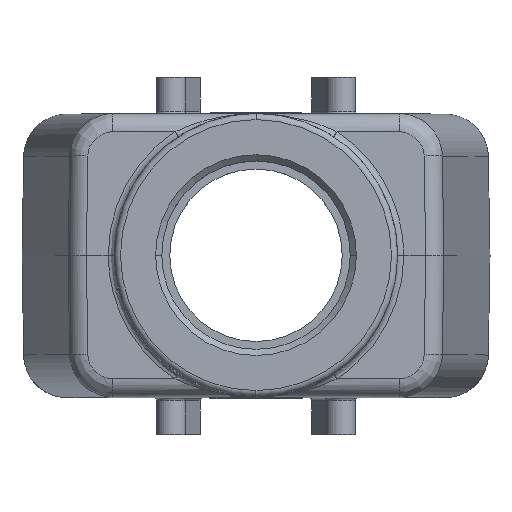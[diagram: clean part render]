
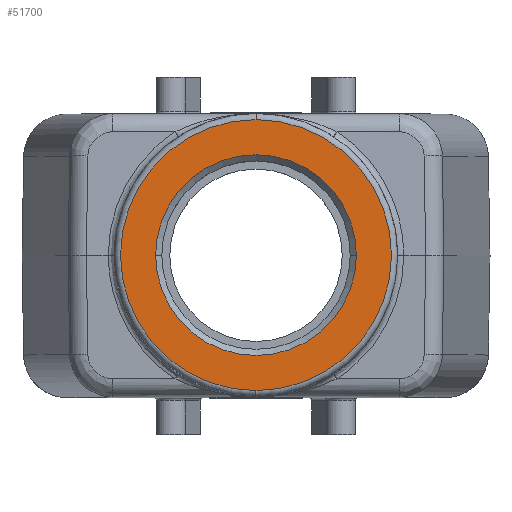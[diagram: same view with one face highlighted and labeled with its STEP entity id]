
A CAD part, top view. The second image highlights one B-rep face of the part: STEP entity #51700.
In plain terms, the highlighted face is planar.
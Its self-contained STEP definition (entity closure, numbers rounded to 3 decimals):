
#50790=CARTESIAN_POINT('',(-43.553,-110.6,-70.));
#50800=VERTEX_POINT('',#50790);
#50880=CARTESIAN_POINT('',(-10.953,-110.6,-70.));
#50890=VERTEX_POINT('',#50880);
#50920=CARTESIAN_POINT('',(-27.253,-110.6,-70.));
#50930=DIRECTION('',(0.,-1.,0.));
#50940=DIRECTION('',(-1.,0.,0.));
#50950=AXIS2_PLACEMENT_3D('',#50920,#50930,#50940);
#50960=CIRCLE('',#50950,16.3);
#50970=EDGE_CURVE('',#50800,#50890,#50960,.T.);
#51140=CARTESIAN_POINT('',(-27.253,-110.6,
-48.));
#51150=VERTEX_POINT('',#51140);
#51360=CARTESIAN_POINT('',(-27.253,-110.6,
-92.));
#51370=VERTEX_POINT('',#51360);
#51400=CARTESIAN_POINT('',(-27.253,-110.6,
-70.));
#51410=DIRECTION('',(0.,1.,0.));
#51420=DIRECTION('',(0.,0.,-1.));
#51430=AXIS2_PLACEMENT_3D('',#51400,#51410,#51420);
#51440=CIRCLE('',#51430,22.);
#51450=CARTESIAN_POINT('',(-5.253,-110.6,
-70.));
#51460=VERTEX_POINT('',#51450);
#51470=EDGE_CURVE('',#51460,#51370,#51440,.T.);
#51490=EDGE_CURVE('',#51150,#51460,#51440,.T.);
#51540=CARTESIAN_POINT('',(-51.315,-110.6,
-89.461));
#51550=DIRECTION('',(0.,1.,0.));
#51560=DIRECTION('',(1.,0.,0.));
#51570=AXIS2_PLACEMENT_3D('',#51540,#51550,#51560);
#51580=PLANE('',#51570);
#51590=EDGE_CURVE('',#50890,#50800,#50960,.T.);
#51600=ORIENTED_EDGE('',*,*,#51590,.F.);
#51610=ORIENTED_EDGE('',*,*,#50970,.F.);
#51620=EDGE_LOOP('',(#51610,#51600));
#51630=FACE_BOUND('',#51620,.T.);
#51640=ORIENTED_EDGE('',*,*,#51470,.F.);
#51650=EDGE_CURVE('',#51370,#51150,#51440,.T.);
#51660=ORIENTED_EDGE('',*,*,#51650,.F.);
#51670=ORIENTED_EDGE('',*,*,#51490,.F.);
#51680=EDGE_LOOP('',(#51670,#51660,#51640));
#51690=FACE_OUTER_BOUND('',#51680,.T.);
#51700=ADVANCED_FACE('',(#51630,#51690),#51580,.F.);
